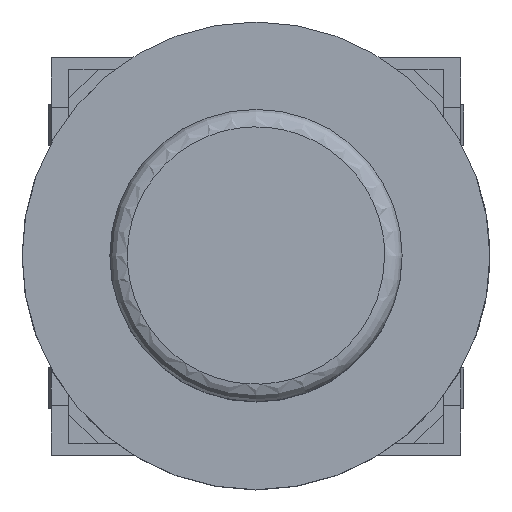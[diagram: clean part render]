
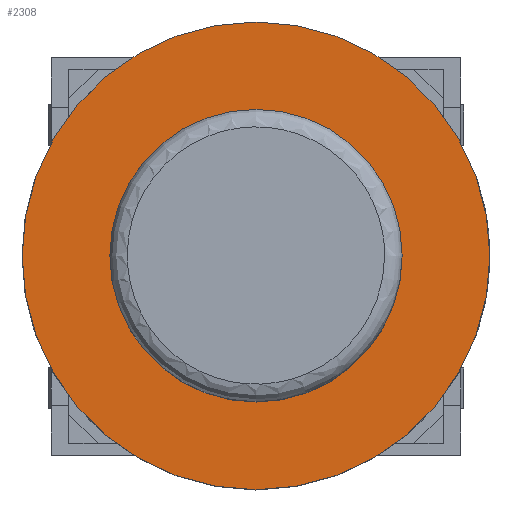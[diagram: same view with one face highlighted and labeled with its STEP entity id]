
A CAD part, top view. The second image highlights one B-rep face of the part: STEP entity #2308.
In plain terms, the highlighted planar face has unit normal (0, 0, 1).
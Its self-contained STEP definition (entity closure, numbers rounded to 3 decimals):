
#2043=CARTESIAN_POINT('',(2.5,0.0,8.1));
#2044=VERTEX_POINT('',#2043);
#2045=CARTESIAN_POINT('',(-0.0,-0.0,8.1));
#2046=DIRECTION('',(-0.0,-0.0,-1.0));
#2047=DIRECTION('',(0.0,-1.0,0.0));
#2048=AXIS2_PLACEMENT_3D('',#2045,#2046,#2047);
#2049=CIRCLE('',#2048,2.5);
#2050=EDGE_CURVE('n� 414',#2044,#2044,#2049,.T.);
#2289=ORIENTED_EDGE('',*,*,#2050,.T.);
#2290=EDGE_LOOP('',(#2289));
#2291=FACE_OUTER_BOUND('',#2290,.T.);
#2292=CARTESIAN_POINT('',(4.0,0.0,8.1));
#2293=VERTEX_POINT('',#2292);
#2294=CARTESIAN_POINT('',(-0.0,-0.0,8.1));
#2295=DIRECTION('',(-0.0,-0.0,-1.0));
#2296=DIRECTION('',(0.0,-1.0,0.0));
#2297=AXIS2_PLACEMENT_3D('',#2294,#2295,#2296);
#2298=CIRCLE('',#2297,4.0);
#2299=EDGE_CURVE('n� 7',#2293,#2293,#2298,.T.);
#2300=ORIENTED_EDGE('',*,*,#2299,.F.);
#2301=EDGE_LOOP('',(#2300));
#2302=FACE_BOUND('',#2301,.T.);
#2303=CARTESIAN_POINT('',(4.4,-4.4,8.1));
#2304=DIRECTION('',(0.0,0.0,1.0));
#2305=DIRECTION('',(0.0,-1.0,0.0));
#2306=AXIS2_PLACEMENT_3D('',#2303,#2304,#2305);
#2307=PLANE('',#2306);
#2308=ADVANCED_FACE('n� 410',(#2291,#2302),#2307,.T.);
